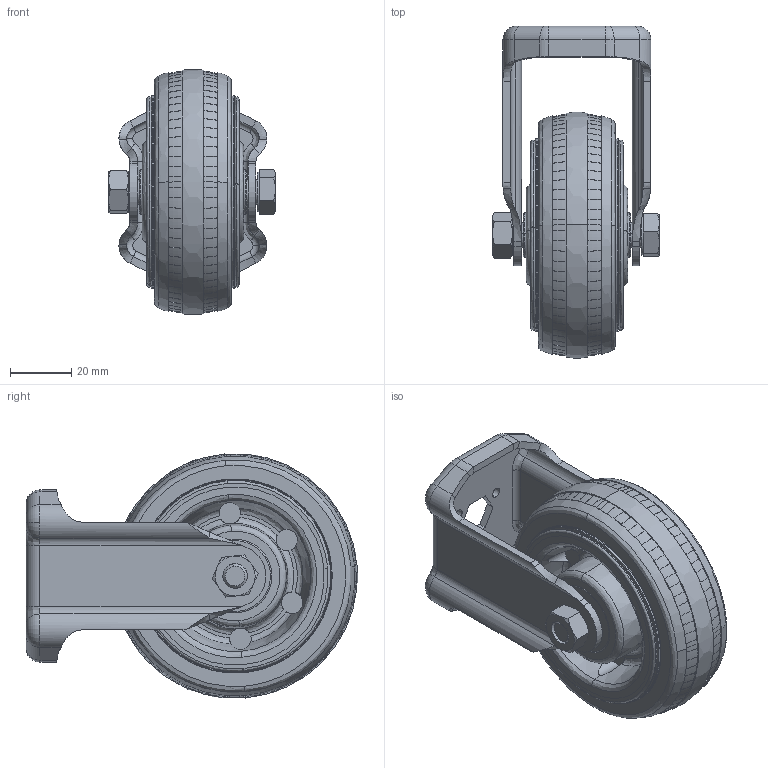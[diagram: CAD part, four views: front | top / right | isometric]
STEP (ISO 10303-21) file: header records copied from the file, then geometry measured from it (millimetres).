
FILE_DESCRIPTION (( 'STEP AP214' ), '1' );
FILE_NAME ('Accessories for aluminium profiles098F080GN.step', '2016-10-19T18:03:32', ( '' ), ( '' ), 'SwSTEP 2.0', 'SolidWorks 2016', '' );
FILE_SCHEMA (( 'AUTOMOTIVE_DESIGN' ));
Length unit declared in the file: millimetre
Products named in the file (5): VPA_80_8K_105049-214_selction no pls; 098FR.u.Tab_098F080; 4DIN934M08M; 4DIN931M08048MS01; Accessories for aluminium profiles098F080GN
Assembly tree (4 placements, depth 2):
  Accessories for aluminium profiles098F080GN
    4DIN931M08048MS01
    4DIN934M08M
    098FR.u.Tab_098F080
    VPA_80_8K_105049-214_selction no pls
Bounding box: 54.2 x 107.95 x 79.67 mm (x, y, z)
Volume: 137685.4 mm3; surface area: 42774.1 mm2
Topology: 4 solids, 5 shells, 662 faces, 1789 edges, 1155 vertices
Faces by surface type: plane 221, torus 177, cylinder 116, bspline 95, cone 53
Entity records: 32031 total; most frequent: CARTESIAN_POINT 8533, DIRECTION 3632, ORIENTED_EDGE 3576, EDGE_CURVE 1788, AXIS2_PLACEMENT_3D 1547, VERTEX_POINT 1155, CIRCLE 973, EDGE_LOOP 697
